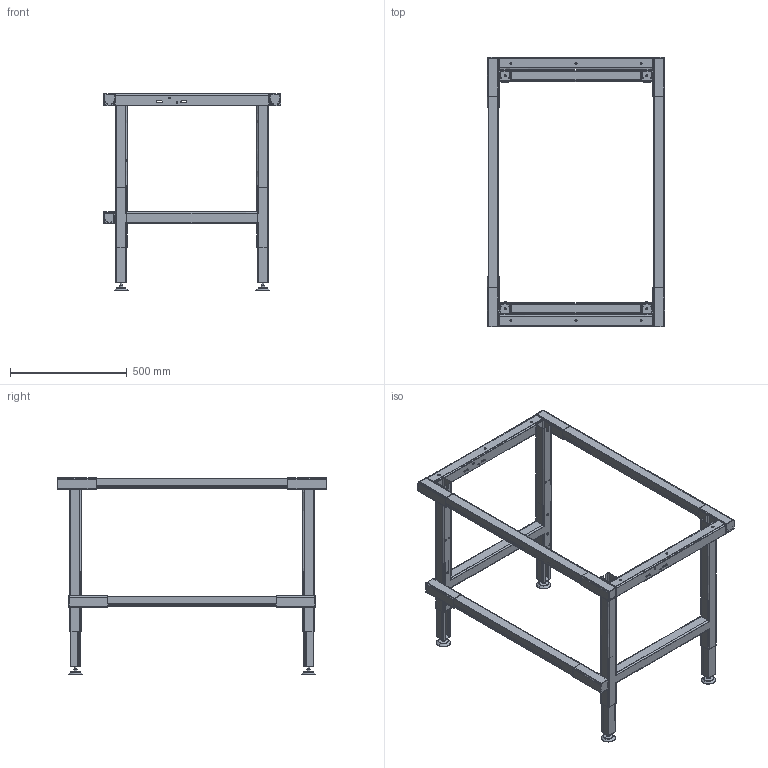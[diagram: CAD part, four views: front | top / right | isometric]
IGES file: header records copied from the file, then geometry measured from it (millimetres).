
Start section: SolidWorks IGES file using analytic representation for surfaces
Global section: file name: LF4T48.IGS; native system: SolidWorks 2014; preprocessor: SolidWorks 2014; author: Happy User; date: 140915.165255; units: inch
Bounding box: 762.34 x 1155.7 x 844.55 mm (x, y, z)
Volume: 4501262.8 mm3; surface area: 3617409.2 mm2
Topology: 5 solids, 5 shells, 792 faces, 2280 edges, 1480 vertices
Faces by surface type: revolution 426, plane 366
